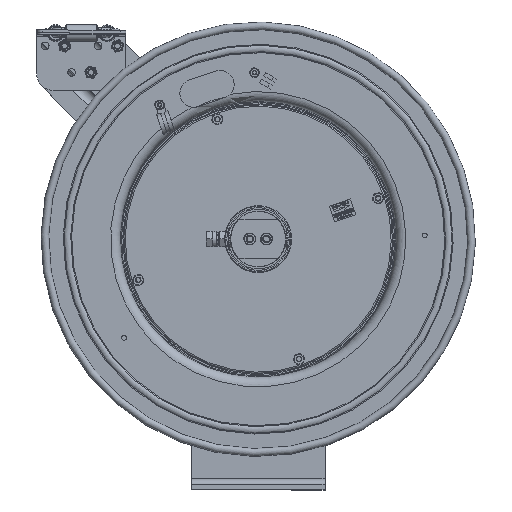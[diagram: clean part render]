
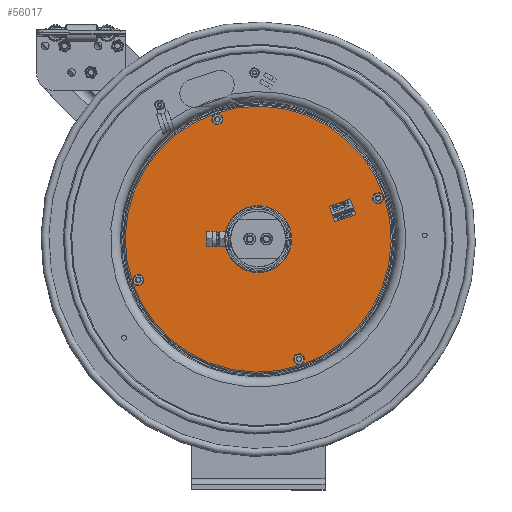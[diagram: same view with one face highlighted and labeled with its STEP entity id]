
A CAD part, top view. The second image highlights one B-rep face of the part: STEP entity #56017.
In plain terms, the highlighted planar face has unit normal (0, 0, 1).
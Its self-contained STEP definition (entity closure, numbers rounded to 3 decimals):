
#2764=FACE_BOUND('',#9024,.T.);
#2765=FACE_BOUND('',#9025,.T.);
#2766=FACE_BOUND('',#9026,.T.);
#2767=FACE_BOUND('',#9027,.T.);
#2768=FACE_BOUND('',#9028,.T.);
#3581=CIRCLE('',#59256,5.97);
#3582=CIRCLE('',#59257,0.655);
#3583=CIRCLE('',#59258,0.14);
#3584=CIRCLE('',#59259,0.14);
#3585=CIRCLE('',#59260,0.14);
#3586=CIRCLE('',#59261,0.14);
#6585=FACE_OUTER_BOUND('',#9023,.T.);
#9023=EDGE_LOOP('',(#39820));
#9024=EDGE_LOOP('',(#39821));
#9025=EDGE_LOOP('',(#39822));
#9026=EDGE_LOOP('',(#39823));
#9027=EDGE_LOOP('',(#39824));
#9028=EDGE_LOOP('',(#39825));
#22138=VERTEX_POINT('',#80321);
#22139=VERTEX_POINT('',#80323);
#22140=VERTEX_POINT('',#80325);
#22141=VERTEX_POINT('',#80327);
#22142=VERTEX_POINT('',#80329);
#22143=VERTEX_POINT('',#80331);
#29535=EDGE_CURVE('',#22138,#22138,#3581,.T.);
#29536=EDGE_CURVE('',#22139,#22139,#3582,.T.);
#29537=EDGE_CURVE('',#22140,#22140,#3583,.T.);
#29538=EDGE_CURVE('',#22141,#22141,#3584,.T.);
#29539=EDGE_CURVE('',#22142,#22142,#3585,.T.);
#29540=EDGE_CURVE('',#22143,#22143,#3586,.T.);
#39820=ORIENTED_EDGE('',*,*,#29535,.F.);
#39821=ORIENTED_EDGE('',*,*,#29536,.T.);
#39822=ORIENTED_EDGE('',*,*,#29537,.T.);
#39823=ORIENTED_EDGE('',*,*,#29538,.T.);
#39824=ORIENTED_EDGE('',*,*,#29539,.T.);
#39825=ORIENTED_EDGE('',*,*,#29540,.T.);
#52350=PLANE('',#59255);
#56017=ADVANCED_FACE('',(#6585,#2764,#2765,#2766,#2767,#2768),#52350,.T.);
#59255=AXIS2_PLACEMENT_3D('',#80320,#65354,#65355);
#59256=AXIS2_PLACEMENT_3D('',#80322,#65356,#65357);
#59257=AXIS2_PLACEMENT_3D('',#80324,#65358,#65359);
#59258=AXIS2_PLACEMENT_3D('',#80326,#65360,#65361);
#59259=AXIS2_PLACEMENT_3D('',#80328,#65362,#65363);
#59260=AXIS2_PLACEMENT_3D('',#80330,#65364,#65365);
#59261=AXIS2_PLACEMENT_3D('',#80332,#65366,#65367);
#65354=DIRECTION('center_axis',(0.,0.,
1.));
#65355=DIRECTION('ref_axis',(0.947,0.322,0.));
#65356=DIRECTION('center_axis',(0.,0.,
-1.));
#65357=DIRECTION('ref_axis',(0.947,0.322,0.));
#65358=DIRECTION('center_axis',(0.,0.,
-1.));
#65359=DIRECTION('ref_axis',(-0.947,-0.322,0.));
#65360=DIRECTION('center_axis',(0.,0.,
-1.));
#65361=DIRECTION('ref_axis',(0.947,0.322,0.));
#65362=DIRECTION('center_axis',(0.,0.,
-1.));
#65363=DIRECTION('ref_axis',(0.947,0.322,0.));
#65364=DIRECTION('center_axis',(0.,0.,
-1.));
#65365=DIRECTION('ref_axis',(0.947,0.322,0.));
#65366=DIRECTION('center_axis',(0.,0.,
-1.));
#65367=DIRECTION('ref_axis',(0.947,0.322,0.));
#80320=CARTESIAN_POINT('Origin',(0.,11.252,
5.357));
#80321=CARTESIAN_POINT('',(-5.652,9.329,5.357));
#80322=CARTESIAN_POINT('Origin',(0.,11.252,
5.357));
#80323=CARTESIAN_POINT('',(0.62,11.463,5.357));
#80324=CARTESIAN_POINT('Origin',(0.,11.252,
5.357));
#80325=CARTESIAN_POINT('',(5.517,13.129,5.357));
#80326=CARTESIAN_POINT('Origin',(5.384,13.084,5.357));
#80327=CARTESIAN_POINT('',(-5.252,9.465,5.357));
#80328=CARTESIAN_POINT('Origin',(-5.384,9.42,5.357));
#80329=CARTESIAN_POINT('',(-1.7,16.681,5.357));
#80330=CARTESIAN_POINT('Origin',(-1.832,16.636,5.357));
#80331=CARTESIAN_POINT('',(1.965,5.913,5.357));
#80332=CARTESIAN_POINT('Origin',(1.832,5.868,5.357));
